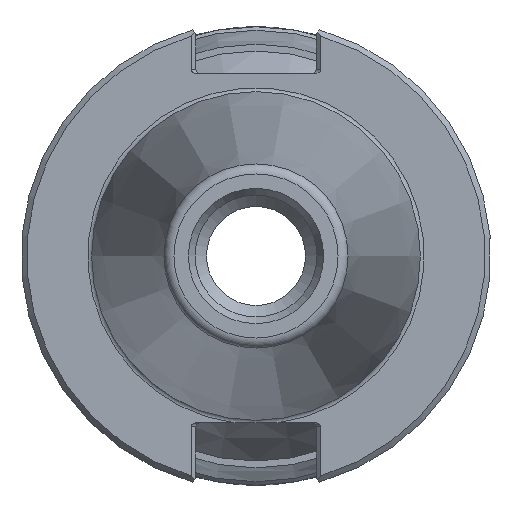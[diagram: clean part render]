
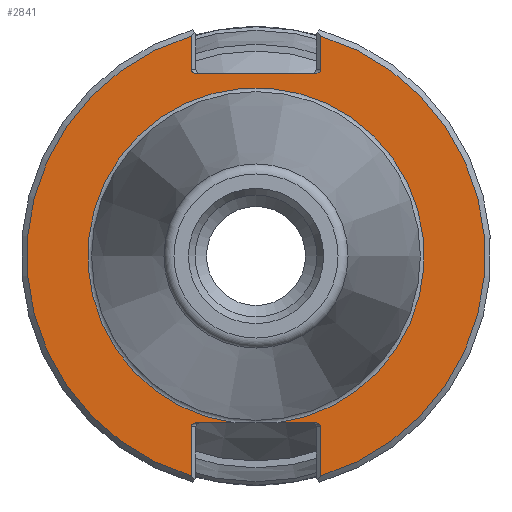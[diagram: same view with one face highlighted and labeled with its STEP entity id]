
A CAD part, left-side view. The second image highlights one B-rep face of the part: STEP entity #2841.
In plain terms, the highlighted planar face has unit normal (-1, 0, 0).
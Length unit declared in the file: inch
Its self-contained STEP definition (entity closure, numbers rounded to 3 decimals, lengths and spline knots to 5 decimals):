
#14=ELLIPSE('',#3076,0.02828,0.02);
#21=ELLIPSE('',#3090,0.02828,0.02);
#22=ELLIPSE('',#3094,0.02828,0.02);
#29=ELLIPSE('',#3108,0.02828,0.02);
#300=PLANE('',#3139);
#485=FACE_OUTER_BOUND('',#651,.T.);
#651=EDGE_LOOP('',(#2513,#2514,#2515,#2516,#2517,#2518,#2519,#2520,#2521,
#2522,#2523,#2524,#2525,#2526));
#796=LINE('',#5959,#958);
#805=LINE('',#5994,#967);
#812=LINE('',#6023,#974);
#821=LINE('',#6058,#983);
#824=LINE('',#6077,#986);
#830=LINE('',#6140,#992);
#831=LINE('',#6143,#993);
#958=VECTOR('',#3700,0.3937);
#967=VECTOR('',#3729,0.3937);
#974=VECTOR('',#3752,0.3937);
#983=VECTOR('',#3781,0.3937);
#986=VECTOR('',#3800,0.3937);
#992=VECTOR('',#3848,0.3937);
#993=VECTOR('',#3853,0.3937);
#1114=CIRCLE('',#3134,0.895);
#1119=CIRCLE('',#3140,1.22);
#1120=CIRCLE('',#3141,1.22);
#1348=VERTEX_POINT('',#5937);
#1349=VERTEX_POINT('',#5939);
#1354=VERTEX_POINT('',#5955);
#1360=VERTEX_POINT('',#5979);
#1361=VERTEX_POINT('',#5981);
#1364=VERTEX_POINT('',#5993);
#1365=VERTEX_POINT('',#5999);
#1366=VERTEX_POINT('',#6000);
#1372=VERTEX_POINT('',#6019);
#1378=VERTEX_POINT('',#6043);
#1379=VERTEX_POINT('',#6045);
#1382=VERTEX_POINT('',#6057);
#1397=VERTEX_POINT('',#6116);
#1399=VERTEX_POINT('',#6124);
#1715=EDGE_CURVE('',#1348,#1349,#14,.T.);
#1724=EDGE_CURVE('',#1354,#1348,#796,.T.);
#1734=EDGE_CURVE('',#1360,#1361,#21,.T.);
#1739=EDGE_CURVE('',#1361,#1364,#805,.T.);
#1741=EDGE_CURVE('',#1365,#1366,#22,.T.);
#1752=EDGE_CURVE('',#1372,#1365,#812,.T.);
#1762=EDGE_CURVE('',#1378,#1379,#29,.T.);
#1767=EDGE_CURVE('',#1379,#1382,#821,.T.);
#1776=EDGE_CURVE('',#1349,#1360,#824,.T.);
#1794=EDGE_CURVE('',#1397,#1399,#1114,.T.);
#1800=EDGE_CURVE('',#1366,#1397,#830,.T.);
#1801=EDGE_CURVE('',#1364,#1372,#1119,.T.);
#1802=EDGE_CURVE('',#1382,#1354,#1120,.T.);
#1803=EDGE_CURVE('',#1399,#1378,#831,.T.);
#2513=ORIENTED_EDGE('',*,*,#1794,.F.);
#2514=ORIENTED_EDGE('',*,*,#1800,.F.);
#2515=ORIENTED_EDGE('',*,*,#1741,.F.);
#2516=ORIENTED_EDGE('',*,*,#1752,.F.);
#2517=ORIENTED_EDGE('',*,*,#1801,.F.);
#2518=ORIENTED_EDGE('',*,*,#1739,.F.);
#2519=ORIENTED_EDGE('',*,*,#1734,.F.);
#2520=ORIENTED_EDGE('',*,*,#1776,.F.);
#2521=ORIENTED_EDGE('',*,*,#1715,.F.);
#2522=ORIENTED_EDGE('',*,*,#1724,.F.);
#2523=ORIENTED_EDGE('',*,*,#1802,.F.);
#2524=ORIENTED_EDGE('',*,*,#1767,.F.);
#2525=ORIENTED_EDGE('',*,*,#1762,.F.);
#2526=ORIENTED_EDGE('',*,*,#1803,.F.);
#2841=ADVANCED_FACE('',(#485),#300,.T.);
#3076=AXIS2_PLACEMENT_3D('',#5940,#3682,#3683);
#3090=AXIS2_PLACEMENT_3D('',#5982,#3720,#3721);
#3094=AXIS2_PLACEMENT_3D('',#6001,#3732,#3733);
#3108=AXIS2_PLACEMENT_3D('',#6046,#3772,#3773);
#3134=AXIS2_PLACEMENT_3D('',#6125,#3836,#3837);
#3139=AXIS2_PLACEMENT_3D('',#6139,#3846,#3847);
#3140=AXIS2_PLACEMENT_3D('',#6141,#3849,#3850);
#3141=AXIS2_PLACEMENT_3D('',#6142,#3851,#3852);
#3682=DIRECTION('center_axis',(-1.,0.,0.));
#3683=DIRECTION('ref_axis',(0.,1.,0.));
#3700=DIRECTION('',(0.,0.,-1.));
#3720=DIRECTION('center_axis',(-1.,0.,0.));
#3721=DIRECTION('ref_axis',(0.,-1.,0.));
#3729=DIRECTION('',(0.,0.,1.));
#3732=DIRECTION('center_axis',(-1.,0.,0.));
#3733=DIRECTION('ref_axis',(0.,-1.,0.));
#3752=DIRECTION('',(0.,0.,1.));
#3772=DIRECTION('center_axis',(-1.,0.,0.));
#3773=DIRECTION('ref_axis',(0.,1.,0.));
#3781=DIRECTION('',(0.,0.,-1.));
#3800=DIRECTION('',(0.,-1.,0.));
#3836=DIRECTION('center_axis',(-1.,0.,0.));
#3837=DIRECTION('ref_axis',(0.,-1.,0.));
#3846=DIRECTION('center_axis',(-1.,0.,0.));
#3847=DIRECTION('ref_axis',(0.,0.,1.));
#3848=DIRECTION('',(0.,1.,0.));
#3849=DIRECTION('center_axis',(1.,0.,0.));
#3850=DIRECTION('ref_axis',(0.,-1.,0.));
#3851=DIRECTION('center_axis',(1.,0.,0.));
#3852=DIRECTION('ref_axis',(0.,1.,0.));
#3853=DIRECTION('',(0.,1.,0.));
#5937=CARTESIAN_POINT('',(0.125,0.345,0.992));
#5939=CARTESIAN_POINT('',(0.125,0.31672,0.972));
#5940=CARTESIAN_POINT('Origin',(0.125,0.31672,0.992));
#5955=CARTESIAN_POINT('',(0.125,0.345,1.1702));
#5959=CARTESIAN_POINT('',(0.125,0.345,0.486));
#5979=CARTESIAN_POINT('',(0.125,-0.31672,0.972));
#5981=CARTESIAN_POINT('',(0.125,-0.345,0.992));
#5982=CARTESIAN_POINT('Origin',(0.125,-0.31672,0.992));
#5993=CARTESIAN_POINT('',(0.125,-0.345,1.1702));
#5994=CARTESIAN_POINT('',(0.125,-0.345,0.486));
#5999=CARTESIAN_POINT('',(0.125,-0.345,-0.908));
#6000=CARTESIAN_POINT('',(0.125,-0.31672,-0.888));
#6001=CARTESIAN_POINT('Origin',(0.125,-0.31672,-0.908));
#6019=CARTESIAN_POINT('',(0.125,-0.345,-1.1702));
#6023=CARTESIAN_POINT('',(0.125,-0.345,-0.444));
#6043=CARTESIAN_POINT('',(0.125,0.31672,-0.888));
#6045=CARTESIAN_POINT('',(0.125,0.345,-0.908));
#6046=CARTESIAN_POINT('Origin',(0.125,0.31672,-0.908));
#6057=CARTESIAN_POINT('',(0.125,0.345,-1.1702));
#6058=CARTESIAN_POINT('',(0.125,0.345,-0.444));
#6077=CARTESIAN_POINT('',(0.125,0.53125,0.972));
#6116=CARTESIAN_POINT('',(0.125,-0.11172,-0.888));
#6124=CARTESIAN_POINT('',(0.125,0.11172,-0.888));
#6125=CARTESIAN_POINT('Origin',(0.125,0.,0.));
#6139=CARTESIAN_POINT('Origin',(0.125,1.0625,0.));
#6140=CARTESIAN_POINT('',(0.125,0.53125,-0.888));
#6141=CARTESIAN_POINT('Origin',(0.125,0.,0.));
#6142=CARTESIAN_POINT('Origin',(0.125,0.,0.));
#6143=CARTESIAN_POINT('',(0.125,0.53125,-0.888));
